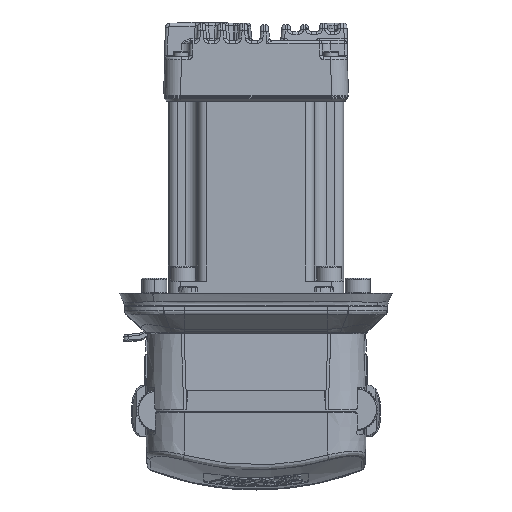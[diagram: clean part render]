
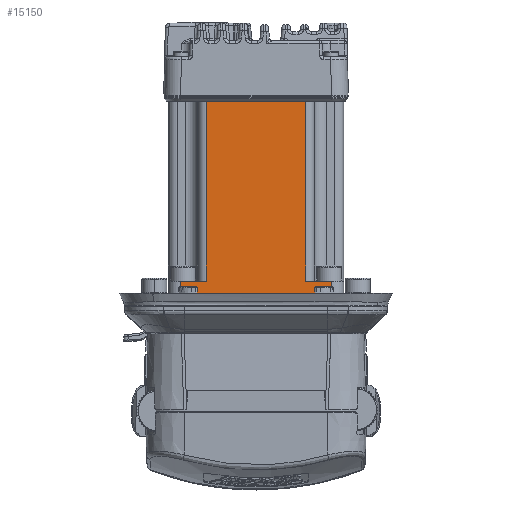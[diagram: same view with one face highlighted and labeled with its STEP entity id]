
A CAD part, front view. The second image highlights one B-rep face of the part: STEP entity #15150.
In plain terms, the highlighted planar face has unit normal (0, -1, 0).
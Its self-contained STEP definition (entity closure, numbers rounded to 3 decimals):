
#1880=CARTESIAN_POINT('',(22.,0.,0.));
#1890=VERTEX_POINT('',#1880);
#1980=CARTESIAN_POINT('',(22.,0.,-7.));
#1990=VERTEX_POINT('',#1980);
#2020=CARTESIAN_POINT('',(22.,0.,-7.));
#2030=DIRECTION('',(0.,0.,1.));
#2040=VECTOR('',#2030,1.);
#2050=LINE('',#2020,#2040);
#2060=EDGE_CURVE('',#1990,#1890,#2050,.T.);
#2870=CARTESIAN_POINT('',(13.,0.,0.));
#2880=VERTEX_POINT('',#2870);
#2910=CARTESIAN_POINT('',(13.,0.,0.));
#2920=DIRECTION('',(0.,0.,1.));
#2930=VECTOR('',#2920,1.);
#2940=LINE('',#2910,#2930);
#2950=CARTESIAN_POINT('',(13.,0.,61.5));
#2960=VERTEX_POINT('',#2950);
#2970=EDGE_CURVE('',#2880,#2960,#2940,.T.);
#4300=CARTESIAN_POINT('',(-21.,0.,0.));
#4310=VERTEX_POINT('',#4300);
#4340=CARTESIAN_POINT('',(23.,0.,0.));
#4350=DIRECTION('',(1.,0.,0.));
#4360=VECTOR('',#4350,1.);
#4370=LINE('',#4340,#4360);
#4380=CARTESIAN_POINT('',(-30.,0.,0.));
#4390=VERTEX_POINT('',#4380);
#4400=EDGE_CURVE('',#4390,#4310,#4370,.T.);
#8980=CARTESIAN_POINT('',(-30.,0.,-7.));
#8990=VERTEX_POINT('',#8980);
#9020=CARTESIAN_POINT('',(23.,0.,-7.));
#9030=DIRECTION('',(1.,0.,0.));
#9040=VECTOR('',#9030,1.);
#9050=LINE('',#9020,#9040);
#9060=EDGE_CURVE('',#8990,#1990,#9050,.T.);
#10230=CARTESIAN_POINT('',(-21.,0.,0.));
#10240=DIRECTION('',(0.,0.,1.));
#10250=VECTOR('',#10240,1.);
#10260=LINE('',#10230,#10250);
#10270=CARTESIAN_POINT('',(-21.,0.,61.5));
#10280=VERTEX_POINT('',#10270);
#10290=EDGE_CURVE('',#4310,#10280,#10260,.T.);
#12490=CARTESIAN_POINT('',(23.,0.,0.));
#12500=DIRECTION('',(1.,0.,0.));
#12510=VECTOR('',#12500,1.);
#12520=LINE('',#12490,#12510);
#12530=EDGE_CURVE('',#2880,#1890,#12520,.T.);
#14900=CARTESIAN_POINT('',(26.,0.,0.));
#14910=DIRECTION('',(-0.,1.,0.));
#14920=DIRECTION('',(1.,0.,0.));
#14930=AXIS2_PLACEMENT_3D('',#14900,#14910,#14920);
#14940=PLANE('',#14930);
#14950=ORIENTED_EDGE('',*,*,#2970,.T.);
#14960=ORIENTED_EDGE('',*,*,#12530,.F.);
#14970=ORIENTED_EDGE('',*,*,#2060,.T.);
#14980=ORIENTED_EDGE('',*,*,#9060,.T.);
#14990=CARTESIAN_POINT('',(-30.,0.,-7.));
#15000=DIRECTION('',(0.,0.,1.));
#15010=VECTOR('',#15000,1.);
#15020=LINE('',#14990,#15010);
#15030=EDGE_CURVE('',#8990,#4390,#15020,.T.);
#15040=ORIENTED_EDGE('',*,*,#15030,.F.);
#15050=ORIENTED_EDGE('',*,*,#4400,.F.);
#15060=ORIENTED_EDGE('',*,*,#10290,.F.);
#15070=CARTESIAN_POINT('',(23.,0.,61.5));
#15080=DIRECTION('',(-1.,0.,0.));
#15090=VECTOR('',#15080,1.);
#15100=LINE('',#15070,#15090);
#15110=EDGE_CURVE('',#2960,#10280,#15100,.T.);
#15120=ORIENTED_EDGE('',*,*,#15110,.T.);
#15130=EDGE_LOOP('',(#15120,#15060,#15050,#15040,#14980,#14970,#14960,
#14950));
#15140=FACE_OUTER_BOUND('',#15130,.T.);
#15150=ADVANCED_FACE('',(#15140),#14940,.F.);
